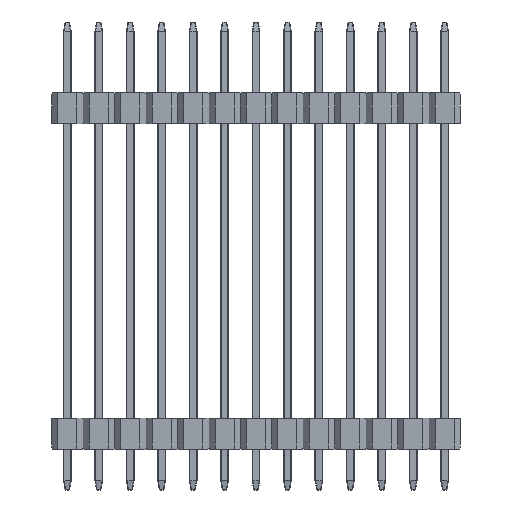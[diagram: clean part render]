
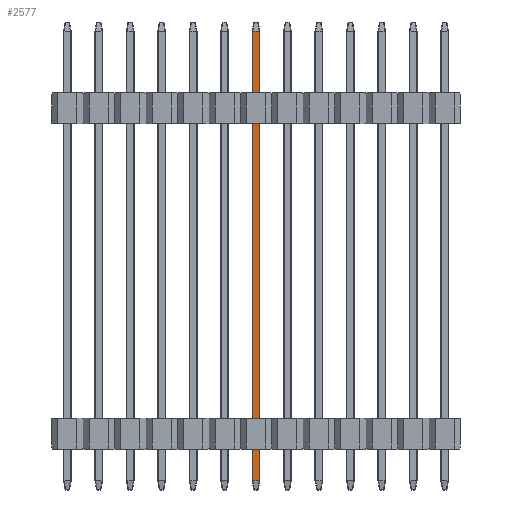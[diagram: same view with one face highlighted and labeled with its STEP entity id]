
A CAD part, front view. The second image highlights one B-rep face of the part: STEP entity #2577.
In plain terms, the highlighted planar face has unit normal (0, -1, 0).
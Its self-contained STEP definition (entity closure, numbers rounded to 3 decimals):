
#437=FACE_OUTER_BOUND('',#565,.T.);
#565=EDGE_LOOP('',(#1927,#1928,#1929,#1930,#1931,#1932,#1933,#1934));
#669=LINE('',#3726,#981);
#676=LINE('',#3740,#988);
#687=LINE('',#3765,#999);
#695=LINE('',#3780,#1007);
#723=LINE('',#3833,#1035);
#754=LINE('',#3890,#1066);
#757=LINE('',#3896,#1069);
#758=LINE('',#3897,#1070);
#981=VECTOR('',#2991,10.);
#988=VECTOR('',#3002,10.);
#999=VECTOR('',#3019,10.);
#1007=VECTOR('',#3031,10.);
#1035=VECTOR('',#3079,10.);
#1066=VECTOR('',#3130,10.);
#1069=VECTOR('',#3139,10.);
#1070=VECTOR('',#3140,10.);
#1293=VERTEX_POINT('',#3723);
#1294=VERTEX_POINT('',#3725);
#1299=VERTEX_POINT('',#3738);
#1309=VERTEX_POINT('',#3762);
#1310=VERTEX_POINT('',#3764);
#1314=VERTEX_POINT('',#3775);
#1330=VERTEX_POINT('',#3831);
#1345=VERTEX_POINT('',#3885);
#1485=EDGE_CURVE('',#1293,#1294,#669,.T.);
#1492=EDGE_CURVE('',#1299,#1293,#676,.T.);
#1503=EDGE_CURVE('',#1309,#1310,#687,.T.);
#1511=EDGE_CURVE('',#1310,#1314,#695,.T.);
#1539=EDGE_CURVE('',#1330,#1309,#723,.T.);
#1570=EDGE_CURVE('',#1294,#1345,#754,.T.);
#1573=EDGE_CURVE('',#1345,#1330,#757,.T.);
#1574=EDGE_CURVE('',#1314,#1299,#758,.T.);
#1927=ORIENTED_EDGE('',*,*,#1511,.F.);
#1928=ORIENTED_EDGE('',*,*,#1503,.F.);
#1929=ORIENTED_EDGE('',*,*,#1539,.F.);
#1930=ORIENTED_EDGE('',*,*,#1573,.F.);
#1931=ORIENTED_EDGE('',*,*,#1570,.F.);
#1932=ORIENTED_EDGE('',*,*,#1485,.F.);
#1933=ORIENTED_EDGE('',*,*,#1492,.F.);
#1934=ORIENTED_EDGE('',*,*,#1574,.F.);
#2449=PLANE('',#2804);
#2577=ADVANCED_FACE('',(#437),#2449,.T.);
#2804=AXIS2_PLACEMENT_3D('',#3895,#3137,#3138);
#2991=DIRECTION('',(0.,0.,-1.));
#3002=DIRECTION('',(0.371,0.,-0.928));
#3019=DIRECTION('',(0.,0.,1.));
#3031=DIRECTION('',(0.371,0.,0.928));
#3079=DIRECTION('',(-0.371,0.,0.928));
#3130=DIRECTION('',(-0.371,0.,-0.928));
#3137=DIRECTION('center_axis',(0.,-1.,0.));
#3138=DIRECTION('ref_axis',(1.,0.,0.));
#3139=DIRECTION('',(-1.,0.,0.));
#3140=DIRECTION('',(1.,0.,0.));
#3723=CARTESIAN_POINT('',(0.27,-0.32,33.748));
#3725=CARTESIAN_POINT('',(0.27,-0.32,-2.548));
#3726=CARTESIAN_POINT('',(0.27,-0.32,0.));
#3738=CARTESIAN_POINT('',(0.269,-0.32,33.75));
#3740=CARTESIAN_POINT('',(5.973,-0.32,19.491));
#3762=CARTESIAN_POINT('',(-0.27,-0.32,-2.548));
#3764=CARTESIAN_POINT('',(-0.27,-0.32,33.748));
#3765=CARTESIAN_POINT('',(-0.27,-0.32,0.));
#3775=CARTESIAN_POINT('',(-0.269,-0.32,33.75));
#3780=CARTESIAN_POINT('',(-6.017,-0.32,19.381));
#3831=CARTESIAN_POINT('',(-0.269,-0.32,-2.55));
#3833=CARTESIAN_POINT('',(-0.637,-0.32,-1.629));
#3885=CARTESIAN_POINT('',(0.269,-0.32,-2.55));
#3890=CARTESIAN_POINT('',(0.593,-0.32,-1.739));
#3895=CARTESIAN_POINT('Origin',(-0.32,-0.32,0.));
#3896=CARTESIAN_POINT('',(-0.16,-0.32,-2.55));
#3897=CARTESIAN_POINT('',(-0.16,-0.32,33.75));
